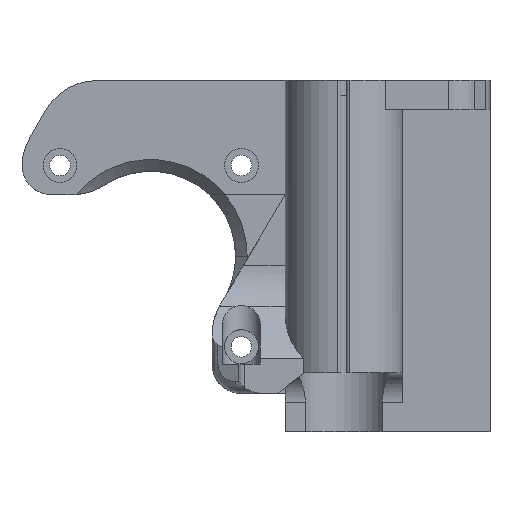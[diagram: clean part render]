
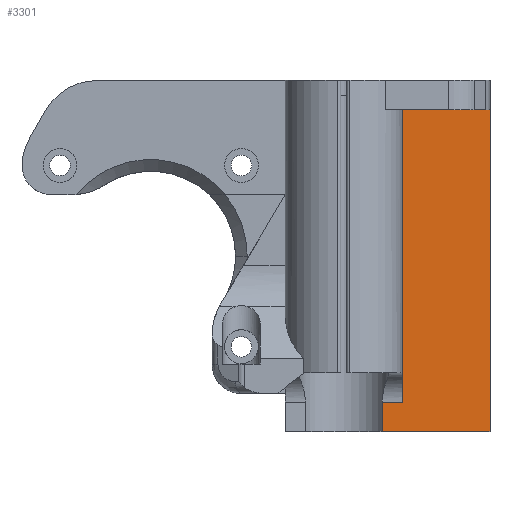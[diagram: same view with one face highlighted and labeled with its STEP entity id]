
A CAD part, top view. The second image highlights one B-rep face of the part: STEP entity #3301.
In plain terms, the highlighted planar face has unit normal (0, 0, 1).
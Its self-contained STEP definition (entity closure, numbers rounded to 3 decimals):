
#217 = LINE ( 'NONE', #3661, #846 ) ;
#239 = ORIENTED_EDGE ( 'NONE', *, *, #3195, .T. ) ;
#325 = VERTEX_POINT ( 'NONE', #2985 ) ;
#373 = ORIENTED_EDGE ( 'NONE', *, *, #1103, .T. ) ;
#378 = ORIENTED_EDGE ( 'NONE', *, *, #3487, .F. ) ;
#404 = LINE ( 'NONE', #2176, #889 ) ;
#417 = CARTESIAN_POINT ( 'NONE',  ( 0., 0., 17. ) ) ;
#441 = DIRECTION ( 'NONE',  ( 0., 1., 0. ) ) ;
#480 = ORIENTED_EDGE ( 'NONE', *, *, #3211, .T. ) ;
#503 = VECTOR ( 'NONE', #586, 1000. ) ;
#510 = VECTOR ( 'NONE', #2843, 1000. ) ;
#531 = VERTEX_POINT ( 'NONE', #2470 ) ;
#536 = CARTESIAN_POINT ( 'NONE',  ( -10.509, 55., 17. ) ) ;
#578 = CARTESIAN_POINT ( 'NONE',  ( -15., 60., 17. ) ) ;
#586 = DIRECTION ( 'NONE',  ( 1., 0., 0. ) ) ;
#601 = VERTEX_POINT ( 'NONE', #661 ) ;
#661 = CARTESIAN_POINT ( 'NONE',  ( -18.42, 5., 17. ) ) ;
#668 = VERTEX_POINT ( 'NONE', #672 ) ;
#672 = CARTESIAN_POINT ( 'NONE',  ( -5.891, 58.5, 17. ) ) ;
#704 = EDGE_CURVE ( 'NONE', #3585, #601, #404, .T. ) ;
#723 = VECTOR ( 'NONE', #441, 1000. ) ;
#754 = VECTOR ( 'NONE', #3438, 1000. ) ;
#790 = CARTESIAN_POINT ( 'NONE',  ( 0., 55., 17. ) ) ;
#846 = VECTOR ( 'NONE', #1840, 1000. ) ;
#851 = LINE ( 'NONE', #578, #3368 ) ;
#889 = VECTOR ( 'NONE', #1269, 1000. ) ;
#912 = LINE ( 'NONE', #417, #723 ) ;
#957 = DIRECTION ( 'NONE',  ( 0., 0., 1. ) ) ;
#1043 = ORIENTED_EDGE ( 'NONE', *, *, #1453, .T. ) ;
#1046 = ORIENTED_EDGE ( 'NONE', *, *, #2018, .T. ) ;
#1097 = DIRECTION ( 'NONE',  ( 1., 0., 0. ) ) ;
#1103 = EDGE_CURVE ( 'NONE', #531, #668, #3244, .T. ) ;
#1104 = ORIENTED_EDGE ( 'NONE', *, *, #1435, .F. ) ;
#1108 = ORIENTED_EDGE ( 'NONE', *, *, #3481, .F. ) ;
#1135 = VERTEX_POINT ( 'NONE', #536 ) ;
#1261 = DIRECTION ( 'NONE',  ( 1., 0., 0. ) ) ;
#1269 = DIRECTION ( 'NONE',  ( 0., 1., 0. ) ) ;
#1313 = CARTESIAN_POINT ( 'NONE',  ( -10.509, 58.5, 17. ) ) ;
#1386 = FACE_OUTER_BOUND ( 'NONE', #3340, .T. ) ;
#1435 = EDGE_CURVE ( 'NONE', #3398, #1135, #2736, .T. ) ;
#1453 = EDGE_CURVE ( 'NONE', #2309, #2019, #912, .T. ) ;
#1496 = DIRECTION ( 'NONE',  ( 0., 1., 0. ) ) ;
#1603 = CARTESIAN_POINT ( 'NONE',  ( -5.891, 58.5, 17. ) ) ;
#1834 = CARTESIAN_POINT ( 'NONE',  ( 0., 55., 17. ) ) ;
#1840 = DIRECTION ( 'NONE',  ( -1., 0., 0. ) ) ;
#1872 = CARTESIAN_POINT ( 'NONE',  ( 0., 0., 17. ) ) ;
#1964 = VECTOR ( 'NONE', #1496, 1000. ) ;
#1979 = DIRECTION ( 'NONE',  ( 0., 1., 0. ) ) ;
#2018 = EDGE_CURVE ( 'NONE', #3585, #2309, #2982, .T. ) ;
#2019 = VERTEX_POINT ( 'NONE', #790 ) ;
#2115 = CARTESIAN_POINT ( 'NONE',  ( -10.509, 55., 17. ) ) ;
#2147 = LINE ( 'NONE', #1834, #503 ) ;
#2176 = CARTESIAN_POINT ( 'NONE',  ( -18.42, -15., 17. ) ) ;
#2228 = CARTESIAN_POINT ( 'NONE',  ( -18.42, 0., 17. ) ) ;
#2309 = VERTEX_POINT ( 'NONE', #1872 ) ;
#2352 = EDGE_CURVE ( 'NONE', #3398, #325, #851, .T. ) ;
#2470 = CARTESIAN_POINT ( 'NONE',  ( -5.891, 55., 17. ) ) ;
#2495 = CARTESIAN_POINT ( 'NONE',  ( 0., 55., 17. ) ) ;
#2736 = LINE ( 'NONE', #2495, #510 ) ;
#2780 = LINE ( 'NONE', #2115, #1964 ) ;
#2843 = DIRECTION ( 'NONE',  ( 1., 0., 0. ) ) ;
#2975 = VECTOR ( 'NONE', #1979, 1000. ) ;
#2982 = LINE ( 'NONE', #3544, #3479 ) ;
#2985 = CARTESIAN_POINT ( 'NONE',  ( -15., 5., 17. ) ) ;
#3076 = DIRECTION ( 'NONE',  ( 0., -1., 0. ) ) ;
#3195 = EDGE_CURVE ( 'NONE', #325, #601, #217, .T. ) ;
#3211 = EDGE_CURVE ( 'NONE', #668, #3736, #3421, .T. ) ;
#3244 = LINE ( 'NONE', #3840, #2975 ) ;
#3301 = ADVANCED_FACE ( 'NONE', ( #1386 ), #3529, .T. ) ;
#3330 = ORIENTED_EDGE ( 'NONE', *, *, #2352, .T. ) ;
#3340 = EDGE_LOOP ( 'NONE', ( #3949, #1046, #1043, #1108, #373, #480, #378, #1104, #3330, #239 ) ) ;
#3368 = VECTOR ( 'NONE', #3076, 1000. ) ;
#3398 = VERTEX_POINT ( 'NONE', #3598 ) ;
#3421 = LINE ( 'NONE', #1603, #754 ) ;
#3438 = DIRECTION ( 'NONE',  ( -1., 0., 0. ) ) ;
#3479 = VECTOR ( 'NONE', #1097, 1000. ) ;
#3481 = EDGE_CURVE ( 'NONE', #531, #2019, #2147, .T. ) ;
#3487 = EDGE_CURVE ( 'NONE', #1135, #3736, #2780, .T. ) ;
#3529 = PLANE ( 'NONE',  #3549 ) ;
#3544 = CARTESIAN_POINT ( 'NONE',  ( 0., 0., 17. ) ) ;
#3549 = AXIS2_PLACEMENT_3D ( 'NONE', #3730, #957, #1261 ) ;
#3585 = VERTEX_POINT ( 'NONE', #2228 ) ;
#3598 = CARTESIAN_POINT ( 'NONE',  ( -15., 55., 17. ) ) ;
#3661 = CARTESIAN_POINT ( 'NONE',  ( 0., 5., 17. ) ) ;
#3730 = CARTESIAN_POINT ( 'NONE',  ( 0., 0., 17. ) ) ;
#3736 = VERTEX_POINT ( 'NONE', #1313 ) ;
#3840 = CARTESIAN_POINT ( 'NONE',  ( -5.891, 55., 17. ) ) ;
#3949 = ORIENTED_EDGE ( 'NONE', *, *, #704, .F. ) ;
